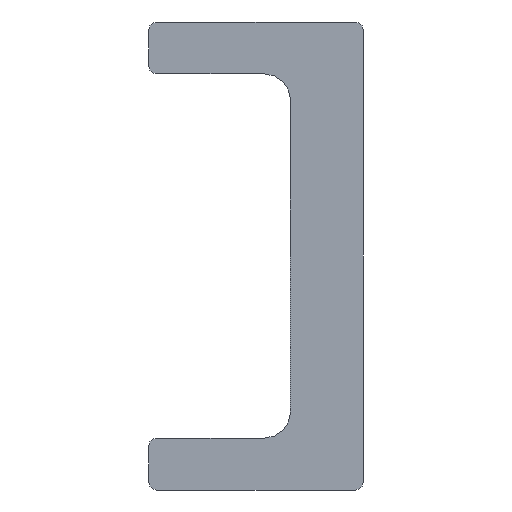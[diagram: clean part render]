
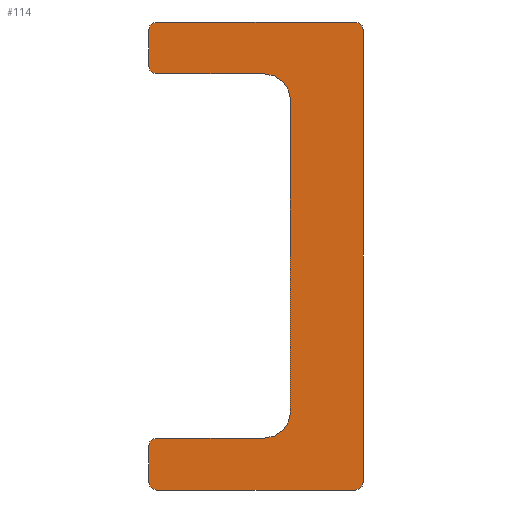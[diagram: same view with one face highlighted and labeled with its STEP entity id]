
A CAD part, front view. The second image highlights one B-rep face of the part: STEP entity #114.
In plain terms, the highlighted planar face has unit normal (0, -1, 0).
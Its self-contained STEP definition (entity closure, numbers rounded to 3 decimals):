
#114 = ADVANCED_FACE( '', ( #274 ), #275, .F. );
#274 = FACE_OUTER_BOUND( '', #475, .T. );
#275 = PLANE( '', #476 );
#475 = EDGE_LOOP( '', ( #747, #748, #749, #750, #751, #752, #753, #754, #755, #756, #757, #758, #759, #760, #761, #762 ) );
#476 = AXIS2_PLACEMENT_3D( '', #763, #764, #765 );
#747 = ORIENTED_EDGE( '', *, *, #1020, .F. );
#748 = ORIENTED_EDGE( '', *, *, #1023, .T. );
#749 = ORIENTED_EDGE( '', *, *, #1024, .F. );
#750 = ORIENTED_EDGE( '', *, *, #1025, .T. );
#751 = ORIENTED_EDGE( '', *, *, #1026, .F. );
#752 = ORIENTED_EDGE( '', *, *, #1027, .T. );
#753 = ORIENTED_EDGE( '', *, *, #1028, .F. );
#754 = ORIENTED_EDGE( '', *, *, #1000, .T. );
#755 = ORIENTED_EDGE( '', *, *, #1029, .F. );
#756 = ORIENTED_EDGE( '', *, *, #1030, .T. );
#757 = ORIENTED_EDGE( '', *, *, #992, .F. );
#758 = ORIENTED_EDGE( '', *, *, #1031, .T. );
#759 = ORIENTED_EDGE( '', *, *, #952, .F. );
#760 = ORIENTED_EDGE( '', *, *, #990, .T. );
#761 = ORIENTED_EDGE( '', *, *, #1032, .F. );
#762 = ORIENTED_EDGE( '', *, *, #944, .T. );
#763 = CARTESIAN_POINT( '', ( -4.125, 0., 9. ) );
#764 = DIRECTION( '', ( 0., 1., 0. ) );
#765 = DIRECTION( '', ( 0., 0., 1. ) );
#944 = EDGE_CURVE( '', #1085, #1083, #1086, .F. );
#952 = EDGE_CURVE( '', #1097, #1099, #1100, .T. );
#990 = EDGE_CURVE( '', #1097, #1161, #1163, .F. );
#992 = EDGE_CURVE( '', #1165, #1166, #1167, .T. );
#1000 = EDGE_CURVE( '', #1178, #1176, #1179, .T. );
#1020 = EDGE_CURVE( '', #1210, #1083, #1212, .T. );
#1023 = EDGE_CURVE( '', #1210, #1215, #1216, .F. );
#1024 = EDGE_CURVE( '', #1217, #1215, #1218, .T. );
#1025 = EDGE_CURVE( '', #1217, #1219, #1220, .F. );
#1026 = EDGE_CURVE( '', #1221, #1219, #1222, .T. );
#1027 = EDGE_CURVE( '', #1221, #1223, #1224, .F. );
#1028 = EDGE_CURVE( '', #1178, #1223, #1225, .T. );
#1029 = EDGE_CURVE( '', #1226, #1176, #1227, .T. );
#1030 = EDGE_CURVE( '', #1226, #1166, #1228, .T. );
#1031 = EDGE_CURVE( '', #1165, #1099, #1229, .F. );
#1032 = EDGE_CURVE( '', #1085, #1161, #1230, .T. );
#1083 = VERTEX_POINT( '', #1293 );
#1085 = VERTEX_POINT( '', #1296 );
#1086 = CIRCLE( '', #1297, 0.3 );
#1097 = VERTEX_POINT( '', #1310 );
#1099 = VERTEX_POINT( '', #1313 );
#1100 = LINE( '', #1314, #1315 );
#1161 = VERTEX_POINT( '', #1384 );
#1163 = CIRCLE( '', #1387, 0.3 );
#1165 = VERTEX_POINT( '', #1389 );
#1166 = VERTEX_POINT( '', #1390 );
#1167 = LINE( '', #1391, #1392 );
#1176 = VERTEX_POINT( '', #1403 );
#1178 = VERTEX_POINT( '', #1406 );
#1179 = CIRCLE( '', #1407, 1. );
#1210 = VERTEX_POINT( '', #1439 );
#1212 = LINE( '', #1442, #1443 );
#1215 = VERTEX_POINT( '', #1446 );
#1216 = CIRCLE( '', #1447, 0.3 );
#1217 = VERTEX_POINT( '', #1448 );
#1218 = LINE( '', #1449, #1450 );
#1219 = VERTEX_POINT( '', #1451 );
#1220 = CIRCLE( '', #1452, 0.3 );
#1221 = VERTEX_POINT( '', #1453 );
#1222 = LINE( '', #1454, #1455 );
#1223 = VERTEX_POINT( '', #1456 );
#1224 = CIRCLE( '', #1457, 0.3 );
#1225 = LINE( '', #1458, #1459 );
#1226 = VERTEX_POINT( '', #1460 );
#1227 = LINE( '', #1461, #1462 );
#1228 = CIRCLE( '', #1463, 1. );
#1229 = CIRCLE( '', #1464, 0.3 );
#1230 = LINE( '', #1465, #1466 );
#1293 = CARTESIAN_POINT( '', ( 4.125, 0., -8.7 ) );
#1296 = CARTESIAN_POINT( '', ( 3.825, 0., -9. ) );
#1297 = AXIS2_PLACEMENT_3D( '', #1536, #1537, #1538 );
#1310 = CARTESIAN_POINT( '', ( -4.125, 0., -8.7 ) );
#1313 = CARTESIAN_POINT( '', ( -4.125, 0., -7.3 ) );
#1314 = CARTESIAN_POINT( '', ( -4.125, 0., -9. ) );
#1315 = VECTOR( '', #1548, 1000. );
#1384 = CARTESIAN_POINT( '', ( -3.825, 0., -9. ) );
#1387 = AXIS2_PLACEMENT_3D( '', #1615, #1616, #1617 );
#1389 = CARTESIAN_POINT( '', ( -3.825, 0., -7. ) );
#1390 = CARTESIAN_POINT( '', ( 0.325, 0., -7. ) );
#1391 = CARTESIAN_POINT( '', ( 1.325, 0., -7. ) );
#1392 = VECTOR( '', #1618, 1000. );
#1403 = CARTESIAN_POINT( '', ( 1.325, 0., 6. ) );
#1406 = CARTESIAN_POINT( '', ( 0.325, 0., 7. ) );
#1407 = AXIS2_PLACEMENT_3D( '', #1628, #1629, #1630 );
#1439 = CARTESIAN_POINT( '', ( 4.125, 0., 8.7 ) );
#1442 = CARTESIAN_POINT( '', ( 4.125, 0., 9. ) );
#1443 = VECTOR( '', #1669, 1000. );
#1446 = CARTESIAN_POINT( '', ( 3.825, 0., 9. ) );
#1447 = AXIS2_PLACEMENT_3D( '', #1670, #1671, #1672 );
#1448 = CARTESIAN_POINT( '', ( -3.825, 0., 9. ) );
#1449 = CARTESIAN_POINT( '', ( -4.125, 0., 9. ) );
#1450 = VECTOR( '', #1673, 1000. );
#1451 = CARTESIAN_POINT( '', ( -4.125, 0., 8.7 ) );
#1452 = AXIS2_PLACEMENT_3D( '', #1674, #1675, #1676 );
#1453 = CARTESIAN_POINT( '', ( -4.125, 0., 7.3 ) );
#1454 = CARTESIAN_POINT( '', ( -4.125, 0., -9. ) );
#1455 = VECTOR( '', #1677, 1000. );
#1456 = CARTESIAN_POINT( '', ( -3.825, 0., 7. ) );
#1457 = AXIS2_PLACEMENT_3D( '', #1678, #1679, #1680 );
#1458 = CARTESIAN_POINT( '', ( -4.125, 0., 7. ) );
#1459 = VECTOR( '', #1681, 1000. );
#1460 = CARTESIAN_POINT( '', ( 1.325, 0., -6. ) );
#1461 = CARTESIAN_POINT( '', ( 1.325, 0., 7. ) );
#1462 = VECTOR( '', #1682, 1000. );
#1463 = AXIS2_PLACEMENT_3D( '', #1683, #1684, #1685 );
#1464 = AXIS2_PLACEMENT_3D( '', #1686, #1687, #1688 );
#1465 = CARTESIAN_POINT( '', ( 4.125, 0., -9. ) );
#1466 = VECTOR( '', #1689, 1000. );
#1536 = CARTESIAN_POINT( '', ( 3.825, 0., -8.7 ) );
#1537 = DIRECTION( '', ( 0., 1., 0. ) );
#1538 = DIRECTION( '', ( 0., 0., 1. ) );
#1548 = DIRECTION( '', ( 0., 0., 1. ) );
#1615 = CARTESIAN_POINT( '', ( -3.825, 0., -8.7 ) );
#1616 = DIRECTION( '', ( 0., 1., 0. ) );
#1617 = DIRECTION( '', ( 0., 0., 1. ) );
#1618 = DIRECTION( '', ( 1., 0., 0. ) );
#1628 = CARTESIAN_POINT( '', ( 0.325, 0., 6. ) );
#1629 = DIRECTION( '', ( 0., 1., 0. ) );
#1630 = DIRECTION( '', ( 0., 0., 1. ) );
#1669 = DIRECTION( '', ( 0., 0., -1. ) );
#1670 = CARTESIAN_POINT( '', ( 3.825, 0., 8.7 ) );
#1671 = DIRECTION( '', ( 0., 1., 0. ) );
#1672 = DIRECTION( '', ( 0., 0., 1. ) );
#1673 = DIRECTION( '', ( 1., 0., 0. ) );
#1674 = CARTESIAN_POINT( '', ( -3.825, 0., 8.7 ) );
#1675 = DIRECTION( '', ( 0., 1., 0. ) );
#1676 = DIRECTION( '', ( 0., 0., 1. ) );
#1677 = DIRECTION( '', ( 0., 0., 1. ) );
#1678 = CARTESIAN_POINT( '', ( -3.825, 0., 7.3 ) );
#1679 = DIRECTION( '', ( 0., 1., 0. ) );
#1680 = DIRECTION( '', ( 0., 0., 1. ) );
#1681 = DIRECTION( '', ( -1., 0., 0. ) );
#1682 = DIRECTION( '', ( 0., 0., 1. ) );
#1683 = CARTESIAN_POINT( '', ( 0.325, 0., -6. ) );
#1684 = DIRECTION( '', ( 0., 1., 0. ) );
#1685 = DIRECTION( '', ( 0., 0., 1. ) );
#1686 = CARTESIAN_POINT( '', ( -3.825, 0., -7.3 ) );
#1687 = DIRECTION( '', ( 0., 1., 0. ) );
#1688 = DIRECTION( '', ( 0., 0., 1. ) );
#1689 = DIRECTION( '', ( -1., 0., 0. ) );
